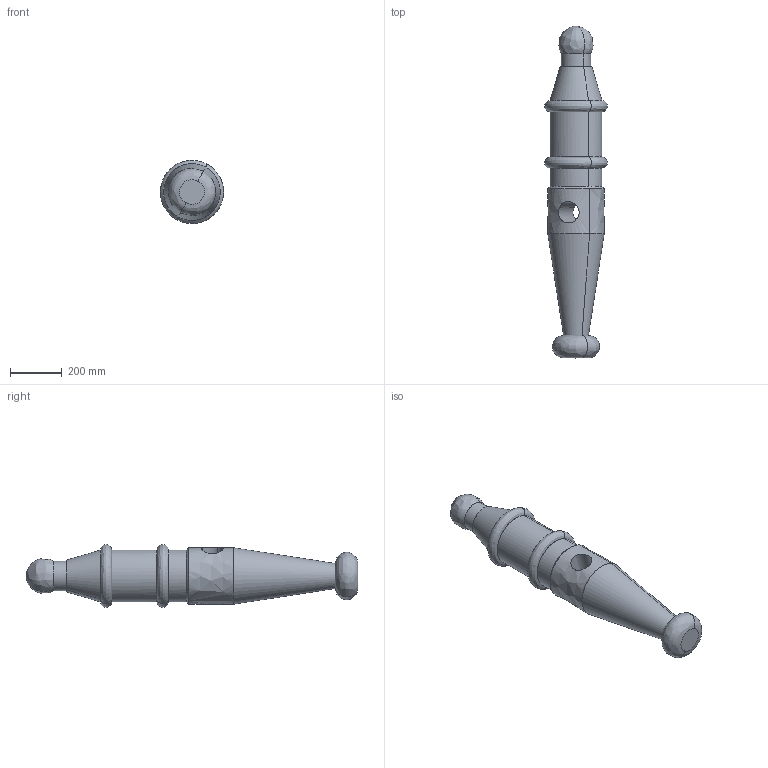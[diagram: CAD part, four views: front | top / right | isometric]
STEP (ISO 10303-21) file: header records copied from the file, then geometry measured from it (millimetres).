
FILE_DESCRIPTION(('FreeCAD Model'),'2;1');
FILE_NAME('Open CASCADE Shape Model','2025-04-27T01:36:12',('FreeCAD'),( 'FreeCAD'),'Open CASCADE STEP processor 7.6','FreeCAD','Unknown');
FILE_SCHEMA(('AUTOMOTIVE_DESIGN { 1 0 10303 214 1 1 1 1 }'));
Length unit declared in the file: millimetre
Products named in the file (1): Open CASCADE STEP translator 7.6 1
Bounding box: 245.17 x 1287.8 x 245.26 mm (x, y, z)
Surface area: 834193.7 mm2 (no closed solid volume)
Topology: 0 solids, 26 shells, 26 faces, 106 edges, 104 vertices
Faces by surface type: bspline 26
Entity records: 1602 total; most frequent: CARTESIAN_POINT 1093, ORIENTED_EDGE 104, EDGE_CURVE 104, VERTEX_POINT 104, B_SPLINE_CURVE_WITH_KNOTS 44, FACE_BOUND 29, EDGE_LOOP 29, SHELL_BASED_SURFACE_MODEL 26
